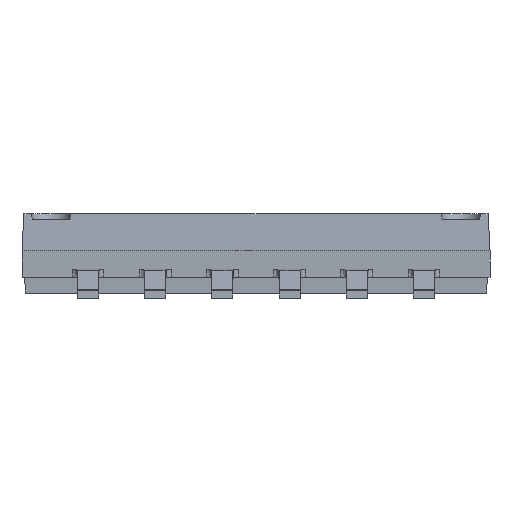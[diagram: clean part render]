
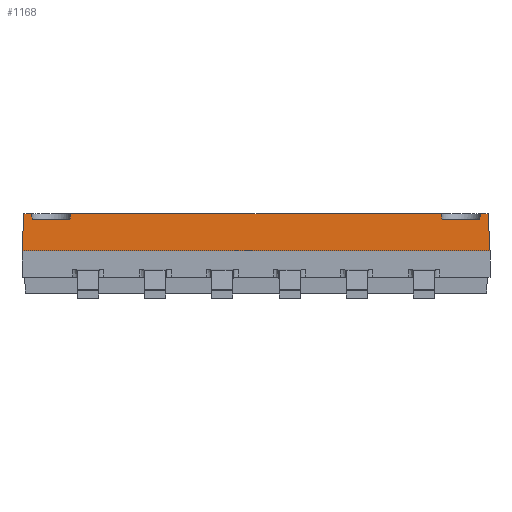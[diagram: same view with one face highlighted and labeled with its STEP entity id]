
A CAD part, front view. The second image highlights one B-rep face of the part: STEP entity #1168.
In plain terms, the highlighted planar face has unit normal (0, -0.999, 0.052).
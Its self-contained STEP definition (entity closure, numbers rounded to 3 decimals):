
#1168=ADVANCED_FACE('',(#3528),#3530,.T.);
#3528=FACE_BOUND('',#3529,.T.);
#3529=EDGE_LOOP('',(#5359,#5360,#5361,#5362,#5363,#5364,#5365,#5366,#5367,#5368,
#5369,#5370));
#3530=PLANE('',#3531);
#3531=AXIS2_PLACEMENT_3D('',#3532,#3533,#3534);
#3532=CARTESIAN_POINT('',(-4.425,-2.25,0.9));
#3533=DIRECTION('',(0.,-0.999,0.052));
#3534=DIRECTION('',(1.,0.,0.));
#5359=ORIENTED_EDGE('',*,*,#6568,.T.);
#5360=ORIENTED_EDGE('',*,*,#6308,.F.);
#5361=ORIENTED_EDGE('',*,*,#6569,.T.);
#5362=ORIENTED_EDGE('',*,*,#6570,.T.);
#5363=ORIENTED_EDGE('',*,*,#6571,.T.);
#5364=ORIENTED_EDGE('',*,*,#6304,.F.);
#5365=ORIENTED_EDGE('',*,*,#6572,.F.);
#5366=ORIENTED_EDGE('',*,*,#6573,.T.);
#5367=ORIENTED_EDGE('',*,*,#6574,.T.);
#5368=ORIENTED_EDGE('',*,*,#6292,.F.);
#5369=ORIENTED_EDGE('',*,*,#6567,.T.);
#5370=ORIENTED_EDGE('',*,*,#6575,.T.);
#6292=EDGE_CURVE('',#7004,#7006,#7007,.T.);
#6304=EDGE_CURVE('',#7028,#7030,#7031,.T.);
#6308=EDGE_CURVE('',#7036,#7038,#7039,.T.);
#6567=EDGE_CURVE('',#7004,#7478,#7480,.F.);
#6568=EDGE_CURVE('',#7481,#7038,#7482,.F.);
#6569=EDGE_CURVE('',#7036,#7483,#7484,.F.);
#6570=EDGE_CURVE('',#7483,#7485,#7486,.T.);
#6571=EDGE_CURVE('',#7485,#7030,#7487,.F.);
#6572=EDGE_CURVE('',#7488,#7028,#7489,.T.);
#6573=EDGE_CURVE('',#7488,#7490,#7491,.T.);
#6574=EDGE_CURVE('',#7490,#7006,#7492,.T.);
#6575=EDGE_CURVE('',#7478,#7481,#7493,.T.);
#7004=VERTEX_POINT('',#8249);
#7006=VERTEX_POINT('',#8253);
#7007=LINE('',#8254,#8255);
#7028=VERTEX_POINT('',#8299);
#7030=VERTEX_POINT('',#8303);
#7031=LINE('',#8304,#8305);
#7036=VERTEX_POINT('',#8316);
#7038=VERTEX_POINT('',#8320);
#7039=LINE('',#8321,#8322);
#7478=VERTEX_POINT('',#9347);
#7480=LINE('',#9351,#9352);
#7481=VERTEX_POINT('',#9354);
#7482=LINE('',#9355,#9356);
#7483=VERTEX_POINT('',#9358);
#7484=LINE('',#9359,#9360);
#7485=VERTEX_POINT('',#9362);
#7486=LINE('',#9363,#9364);
#7487=LINE('',#9366,#9367);
#7488=VERTEX_POINT('',#9369);
#7489=LINE('',#9370,#9371);
#7490=VERTEX_POINT('',#9373);
#7491=LINE('',#9374,#9375);
#7492=LINE('',#9377,#9378);
#7493=LINE('',#9380,#9381);
#8249=CARTESIAN_POINT('',(4.25,-2.213,1.6));
#8253=CARTESIAN_POINT('',(4.388,-2.213,1.6));
#8254=CARTESIAN_POINT('',(4.25,-2.213,1.6));
#8255=VECTOR('',#8256,1.);
#8256=DIRECTION('',(1.,0.,0.));
#8299=CARTESIAN_POINT('',(-4.388,-2.213,1.6));
#8303=CARTESIAN_POINT('',(-4.25,-2.213,1.6));
#8304=CARTESIAN_POINT('',(-4.388,-2.213,1.6));
#8305=VECTOR('',#8306,1.);
#8306=DIRECTION('',(1.,0.,0.));
#8316=CARTESIAN_POINT('',(-3.5,-2.213,1.6));
#8320=CARTESIAN_POINT('',(3.5,-2.213,1.6));
#8321=CARTESIAN_POINT('',(-3.5,-2.213,1.6));
#8322=VECTOR('',#8323,1.);
#8323=DIRECTION('',(1.,0.,0.));
#9347=CARTESIAN_POINT('',(4.232,-2.219,1.5));
#9351=CARTESIAN_POINT('',(4.232,-2.219,1.5));
#9352=VECTOR('',#9353,1.);
#9353=DIRECTION('',(0.173,0.052,0.983));
#9354=CARTESIAN_POINT('',(3.518,-2.219,1.5));
#9355=CARTESIAN_POINT('',(3.5,-2.213,1.6));
#9356=VECTOR('',#9357,1.);
#9357=DIRECTION('',(0.173,-0.052,-0.983));
#9358=CARTESIAN_POINT('',(-3.518,-2.219,1.5));
#9359=CARTESIAN_POINT('',(-3.518,-2.219,1.5));
#9360=VECTOR('',#9361,1.);
#9361=DIRECTION('',(0.173,0.052,0.983));
#9362=CARTESIAN_POINT('',(-4.232,-2.219,1.5));
#9363=CARTESIAN_POINT('',(-3.518,-2.219,1.5));
#9364=VECTOR('',#9365,1.);
#9365=DIRECTION('',(-1.,0.,0.));
#9366=CARTESIAN_POINT('',(-4.25,-2.213,1.6));
#9367=VECTOR('',#9368,1.);
#9368=DIRECTION('',(0.173,-0.052,-0.983));
#9369=CARTESIAN_POINT('',(-4.425,-2.25,0.9));
#9370=CARTESIAN_POINT('',(-4.425,-2.25,0.9));
#9371=VECTOR('',#9372,1.);
#9372=DIRECTION('',(0.052,0.052,0.997));
#9373=CARTESIAN_POINT('',(4.425,-2.25,0.9));
#9374=CARTESIAN_POINT('',(-4.425,-2.25,0.9));
#9375=VECTOR('',#9376,1.);
#9376=DIRECTION('',(1.,0.,0.));
#9377=CARTESIAN_POINT('',(4.425,-2.25,0.9));
#9378=VECTOR('',#9379,1.);
#9379=DIRECTION('',(-0.052,0.052,0.997));
#9380=CARTESIAN_POINT('',(4.232,-2.219,1.5));
#9381=VECTOR('',#9382,1.);
#9382=DIRECTION('',(-1.,0.,0.));
